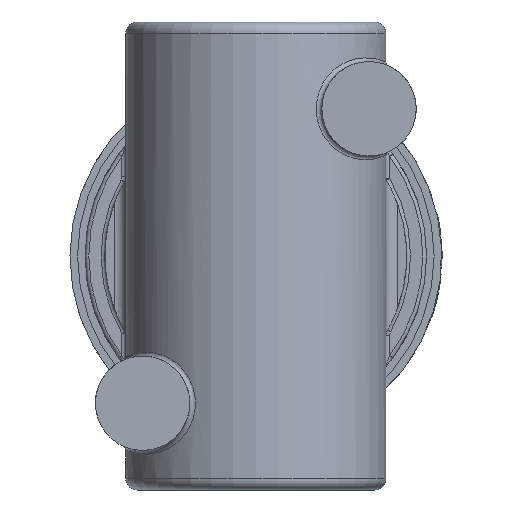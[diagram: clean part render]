
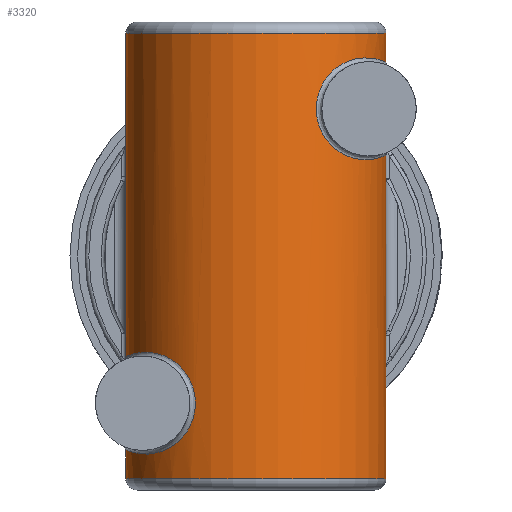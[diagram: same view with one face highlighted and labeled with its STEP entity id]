
A CAD part, front view. The second image highlights one B-rep face of the part: STEP entity #3320.
In plain terms, the highlighted cylindrical face has radius 34.476 mm (diameter 68.952 mm), a partial arc.
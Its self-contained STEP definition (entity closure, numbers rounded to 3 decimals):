
#299=B_SPLINE_CURVE_WITH_KNOTS('',3,(#6440,#6441,#6442,#6443,#6444,#6445,
#6446,#6447,#6448,#6449,#6450,#6451,#6452,#6453,#6454,#6455,#6456,#6457,
#6458),.UNSPECIFIED.,.F.,.F.,(4,1,1,1,1,1,1,1,1,1,1,1,1,1,1,1,4),(-9.156,
-8.502,-7.848,-6.976,-6.54,-6.104,
-5.668,-5.232,-4.796,-4.36,
-3.924,-3.488,-2.616,-1.962,
-1.308,-0.654,0.),
 .UNSPECIFIED.);
#304=B_SPLINE_CURVE_WITH_KNOTS('',3,(#6716,#6717,#6718,#6719,#6720,#6721,
#6722,#6723,#6724,#6725,#6726,#6727,#6728,#6729,#6730,#6731,#6732,#6733,
#6734),.UNSPECIFIED.,.F.,.F.,(4,1,1,1,1,1,1,1,1,1,1,1,1,1,1,1,4),(-9.156,
-8.502,-7.848,-7.194,-6.54,
-6.104,-5.668,-5.232,-4.796,
-4.36,-3.924,-3.27,-2.616,
-1.962,-1.308,-0.654,0.),
 .UNSPECIFIED.);
#473=FACE_OUTER_BOUND('',#683,.T.);
#683=EDGE_LOOP('',(#2807,#2808,#2809,#2810,#2811,#2812,#2813,#2814));
#842=CIRCLE('',#3656,34.476);
#845=CIRCLE('',#3662,34.476);
#1016=LINE('',#6519,#1202);
#1039=LINE('',#6813,#1225);
#1054=LINE('',#6891,#1240);
#1055=LINE('',#6893,#1241);
#1202=VECTOR('',#4257,10.);
#1225=VECTOR('',#4396,10.);
#1240=VECTOR('',#4515,10.);
#1241=VECTOR('',#4518,10.);
#1444=VERTEX_POINT('',#6284);
#1456=VERTEX_POINT('',#6438);
#1462=VERTEX_POINT('',#6518);
#1474=VERTEX_POINT('',#6560);
#1486=VERTEX_POINT('',#6714);
#1495=VERTEX_POINT('',#6812);
#1496=VERTEX_POINT('',#6818);
#1497=VERTEX_POINT('',#6826);
#1840=EDGE_CURVE('',#1456,#1444,#299,.T.);
#1853=EDGE_CURVE('',#1444,#1462,#1016,.T.);
#1895=EDGE_CURVE('',#1486,#1474,#304,.T.);
#1914=EDGE_CURVE('',#1495,#1474,#1039,.T.);
#1918=EDGE_CURVE('',#1495,#1496,#842,.T.);
#1922=EDGE_CURVE('',#1462,#1497,#845,.T.);
#1947=EDGE_CURVE('',#1486,#1497,#1054,.T.);
#1948=EDGE_CURVE('',#1496,#1456,#1055,.T.);
#2807=ORIENTED_EDGE('',*,*,#1840,.F.);
#2808=ORIENTED_EDGE('',*,*,#1948,.F.);
#2809=ORIENTED_EDGE('',*,*,#1918,.F.);
#2810=ORIENTED_EDGE('',*,*,#1914,.T.);
#2811=ORIENTED_EDGE('',*,*,#1895,.F.);
#2812=ORIENTED_EDGE('',*,*,#1947,.T.);
#2813=ORIENTED_EDGE('',*,*,#1922,.F.);
#2814=ORIENTED_EDGE('',*,*,#1853,.F.);
#2989=CYLINDRICAL_SURFACE('',#3704,34.476);
#3320=ADVANCED_FACE('',(#473),#2989,.T.);
#3656=AXIS2_PLACEMENT_3D('',#6820,#4406,#4407);
#3662=AXIS2_PLACEMENT_3D('',#6828,#4419,#4420);
#3704=AXIS2_PLACEMENT_3D('',#6892,#4516,#4517);
#4257=DIRECTION('',(0.,0.,1.));
#4396=DIRECTION('',(0.,0.,1.));
#4406=DIRECTION('center_axis',(0.,0.,-1.));
#4407=DIRECTION('ref_axis',(0.,-1.,0.));
#4419=DIRECTION('center_axis',(0.,0.,1.));
#4420=DIRECTION('ref_axis',(0.,-1.,0.));
#4515=DIRECTION('',(0.,0.,1.));
#4516=DIRECTION('center_axis',(0.,0.,1.));
#4517=DIRECTION('ref_axis',(1.,0.,0.));
#4518=DIRECTION('',(0.,0.,1.));
#6284=CARTESIAN_POINT('',(-34.476,0.,-26.66));
#6438=CARTESIAN_POINT('',(-34.476,0.,-51.34));
#6440=CARTESIAN_POINT('Ctrl Pts',(-34.476,0.,-51.34));
#6441=CARTESIAN_POINT('Ctrl Pts',(-34.476,-2.119,-51.34));
#6442=CARTESIAN_POINT('Ctrl Pts',(-34.082,-6.356,-51.532));
#6443=CARTESIAN_POINT('Ctrl Pts',(-32.162,-13.142,-52.233));
#6444=CARTESIAN_POINT('Ctrl Pts',(-29.147,-18.791,-52.687));
#6445=CARTESIAN_POINT('Ctrl Pts',(-25.614,-23.203,-52.115));
#6446=CARTESIAN_POINT('Ctrl Pts',(-22.677,-26.069,-50.911));
#6447=CARTESIAN_POINT('Ctrl Pts',(-19.747,-28.327,-48.684));
#6448=CARTESIAN_POINT('Ctrl Pts',(-17.335,-29.828,-45.358));
#6449=CARTESIAN_POINT('Ctrl Pts',(-15.978,-30.55,-41.218));
#6450=CARTESIAN_POINT('Ctrl Pts',(-15.981,-30.551,-36.781));
#6451=CARTESIAN_POINT('Ctrl Pts',(-17.328,-29.826,-32.648));
#6452=CARTESIAN_POINT('Ctrl Pts',(-20.571,-27.829,-28.189));
#6453=CARTESIAN_POINT('Ctrl Pts',(-25.273,-23.864,-25.748));
#6454=CARTESIAN_POINT('Ctrl Pts',(-29.521,-18.173,-25.37));
#6455=CARTESIAN_POINT('Ctrl Pts',(-32.354,-12.467,-25.83));
#6456=CARTESIAN_POINT('Ctrl Pts',(-34.081,-6.355,-26.472));
#6457=CARTESIAN_POINT('Ctrl Pts',(-34.476,-2.119,-26.66));
#6458=CARTESIAN_POINT('Ctrl Pts',(-34.476,0.,-26.66));
#6518=CARTESIAN_POINT('',(-34.476,0.,59.));
#6519=CARTESIAN_POINT('',(-34.476,0.,0.));
#6560=CARTESIAN_POINT('',(34.476,0.,26.66));
#6714=CARTESIAN_POINT('',(34.476,0.,51.34));
#6716=CARTESIAN_POINT('Ctrl Pts',(34.476,0.,51.34));
#6717=CARTESIAN_POINT('Ctrl Pts',(34.476,-2.119,51.34));
#6718=CARTESIAN_POINT('Ctrl Pts',(34.084,-6.355,51.53));
#6719=CARTESIAN_POINT('Ctrl Pts',(32.35,-12.466,52.166));
#6720=CARTESIAN_POINT('Ctrl Pts',(29.529,-18.174,52.638));
#6721=CARTESIAN_POINT('Ctrl Pts',(26.108,-22.723,52.313));
#6722=CARTESIAN_POINT('Ctrl Pts',(22.676,-26.069,50.912));
#6723=CARTESIAN_POINT('Ctrl Pts',(19.747,-28.326,48.683));
#6724=CARTESIAN_POINT('Ctrl Pts',(17.335,-29.827,45.359));
#6725=CARTESIAN_POINT('Ctrl Pts',(15.978,-30.551,41.215));
#6726=CARTESIAN_POINT('Ctrl Pts',(15.98,-30.549,36.786));
#6727=CARTESIAN_POINT('Ctrl Pts',(17.557,-29.711,31.942));
#6728=CARTESIAN_POINT('Ctrl Pts',(21.136,-27.434,27.821));
#6729=CARTESIAN_POINT('Ctrl Pts',(25.687,-23.29,25.728));
#6730=CARTESIAN_POINT('Ctrl Pts',(29.526,-18.175,25.362));
#6731=CARTESIAN_POINT('Ctrl Pts',(32.352,-12.466,25.834));
#6732=CARTESIAN_POINT('Ctrl Pts',(34.083,-6.356,26.47));
#6733=CARTESIAN_POINT('Ctrl Pts',(34.476,-2.119,26.66));
#6734=CARTESIAN_POINT('Ctrl Pts',(34.476,0.,26.66));
#6812=CARTESIAN_POINT('',(34.476,0.,-59.));
#6813=CARTESIAN_POINT('',(34.476,0.,0.));
#6818=CARTESIAN_POINT('',(-34.476,0.,-59.));
#6820=CARTESIAN_POINT('Origin',(0.,0.,-59.));
#6826=CARTESIAN_POINT('',(34.476,0.,59.));
#6828=CARTESIAN_POINT('Origin',(0.,0.,59.));
#6891=CARTESIAN_POINT('',(34.476,0.,0.));
#6892=CARTESIAN_POINT('Origin',(0.,0.,0.));
#6893=CARTESIAN_POINT('',(-34.476,0.,0.));
